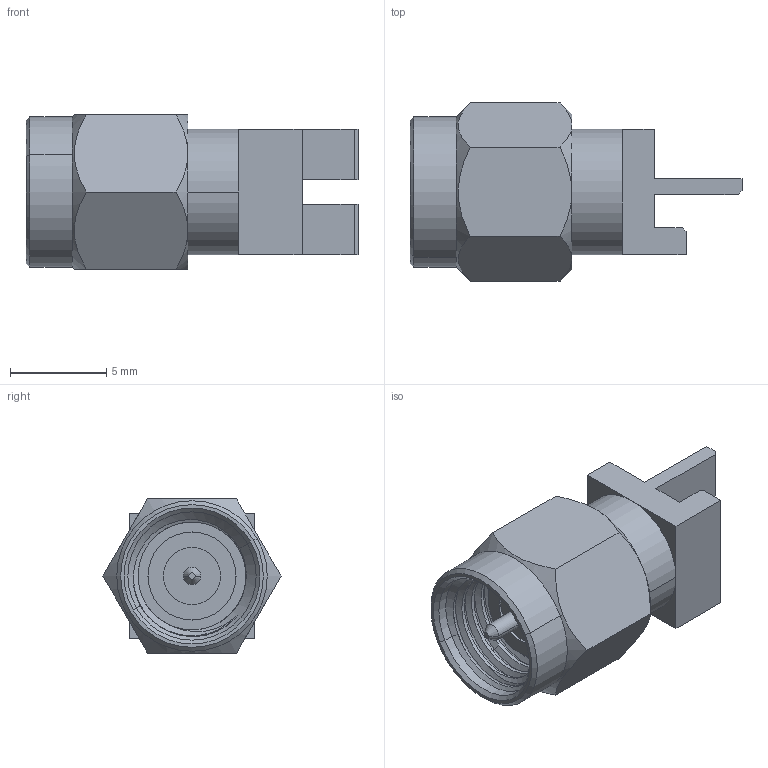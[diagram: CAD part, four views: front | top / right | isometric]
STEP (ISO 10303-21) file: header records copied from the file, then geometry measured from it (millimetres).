
FILE_DESCRIPTION((''),'2;1');
FILE_NAME('901-10588_SW0001','2018-03-27T',('Kaviyarasan'),(''),'CREO PARAMETRIC BY PTC INC, 2017020','CREO PARAMETRIC BY PTC INC, 2017020','');
FILE_SCHEMA(('CONFIG_CONTROL_DESIGN'));
Length unit declared in the file: inch
Products named in the file (1): 901-10588_SW0001
Bounding box: 17.22 x 9.24 x 8 mm (x, y, z)
Volume: 501.6 mm3; surface area: 857.8 mm2
Topology: 1 solids, 1 shells, 109 faces, 257 edges, 162 vertices
Faces by surface type: plane 45, cylinder 36, cone 22, bspline 6
Entity records: 5268 total; most frequent: CARTESIAN_POINT 2761, ORIENTED_EDGE 514, DIRECTION 498, EDGE_CURVE 257, AXIS2_PLACEMENT_3D 187, VERTEX_POINT 162, VECTOR 124, LINE 124
